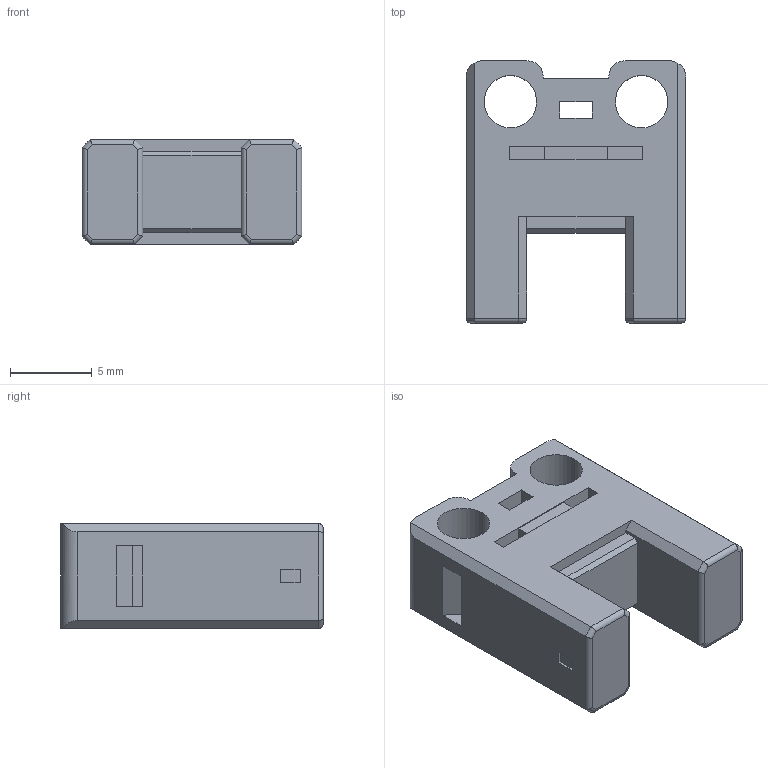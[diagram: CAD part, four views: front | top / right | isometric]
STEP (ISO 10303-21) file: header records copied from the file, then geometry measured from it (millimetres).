
FILE_DESCRIPTION(/* description */ (''),/* implementation_level */ '2;1');
FILE_NAME(/* name */ '5-HJ.stp',/* time_stamp */ '2021-03-05T16:58:17+08:00',/* author */ (''),/* organization */ (''),/* preprocessor_version */ 'ST-DEVELOPER v16',/* originating_system */ 'SIEMENS PLM Software NX 10.0',/* authorisation */ '');
FILE_SCHEMA (('CONFIG_CONTROL_DESIGN'));
Length unit declared in the file: millimetre
Products named in the file (1): 5-HJ
Bounding box: 13.4 x 16 x 6.4 mm (x, y, z)
Volume: 939.6 mm3; surface area: 998.5 mm2
Topology: 1 solids, 1 shells, 98 faces, 248 edges, 160 vertices
Faces by surface type: plane 68, cylinder 30
Entity records: 3096 total; most frequent: CARTESIAN_POINT 635, ORIENTED_EDGE 496, DIRECTION 466, EDGE_CURVE 248, LINE 196, VECTOR 196, VERTEX_POINT 160, AXIS2_PLACEMENT_3D 135
